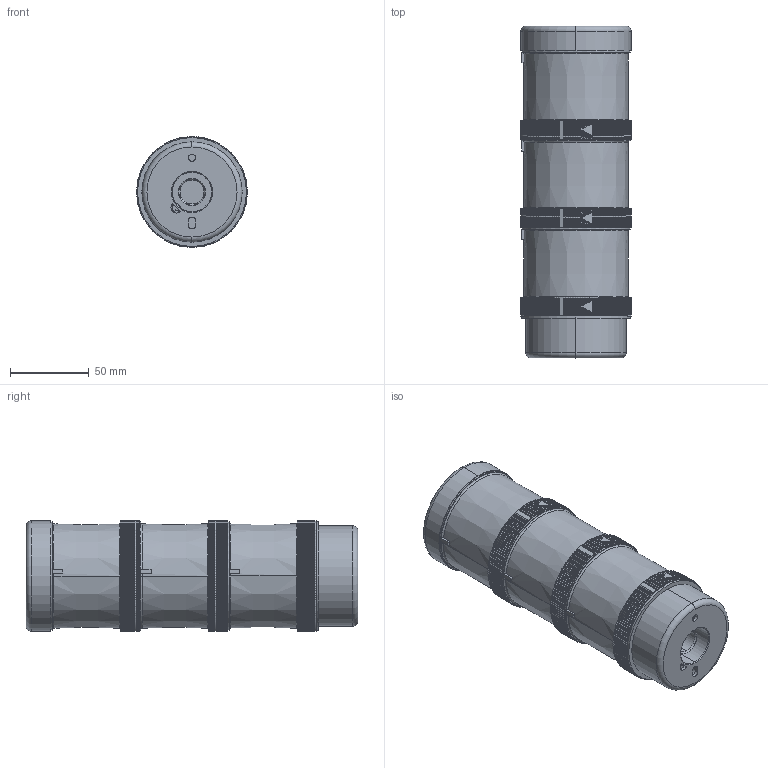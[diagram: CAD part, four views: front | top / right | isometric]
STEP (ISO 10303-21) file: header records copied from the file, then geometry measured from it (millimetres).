
FILE_DESCRIPTION (( 'STEP AP214' ), '1' );
FILE_NAME ('644_3D Modell.STEP', '2014-10-30T19:13:12', ( '' ), ( '' ), 'SwSTEP 2.0', 'SolidWorks 2014', '' );
FILE_SCHEMA (( 'AUTOMOTIVE_DESIGN' ));
Length unit declared in the file: inch
Products named in the file (7): 649_XXX_XX_YELLOW; 649_XXX_XX_RED; 649_XXX_XX_GREEN; 64924002_BASE; 64924002_ORING; 64924002_CAP; 644_3D Modell
Assembly tree (9 placements, depth 2):
  644_3D Modell
    64924002_CAP
    64924002_ORING  x4
    64924002_BASE
    649_XXX_XX_GREEN
    649_XXX_XX_RED
    649_XXX_XX_YELLOW
Bounding box: 70.15 x 210.18 x 70.14 mm (x, y, z)
Volume: 149049.9 mm3; surface area: 187914.9 mm2
Topology: 9 solids, 9 shells, 4062 faces, 11931 edges, 7928 vertices
Faces by surface type: plane 2287, cylinder 1705, torus 60, cone 10
Entity records: 136556 total; most frequent: CARTESIAN_POINT 24609, ORIENTED_EDGE 23814, DIRECTION 23346, EDGE_CURVE 11907, LINE 8184, VECTOR 8184, VERTEX_POINT 7916, AXIS2_PLACEMENT_3D 7581
